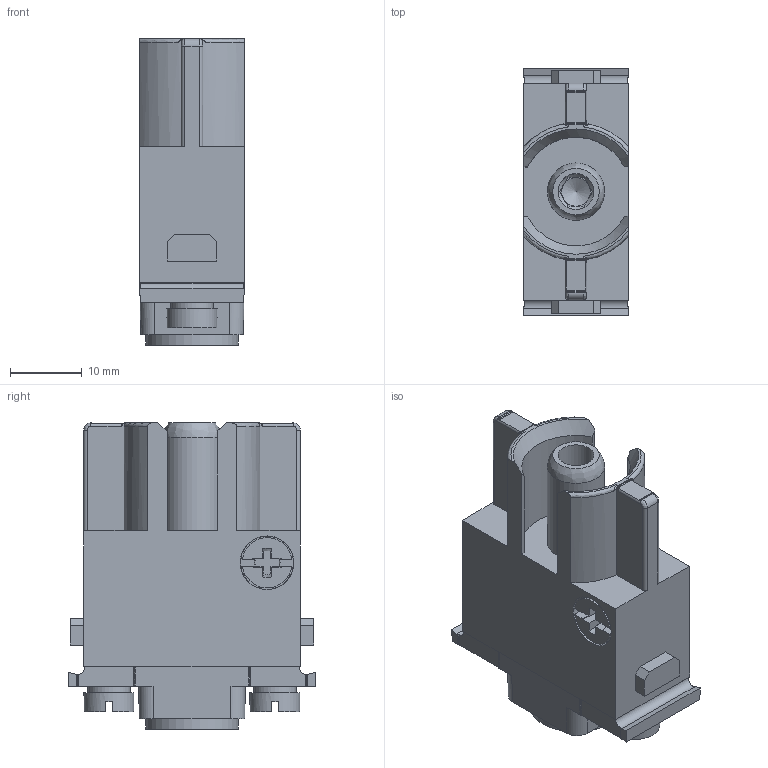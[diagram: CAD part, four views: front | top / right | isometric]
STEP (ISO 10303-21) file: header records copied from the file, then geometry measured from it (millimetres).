
FILE_DESCRIPTION(/* description */ (''),/* implementation_level */ '2;1');
FILE_NAME(/* name */ '100624262ugm000_b.stp',/* time_stamp */ '2019-05-23T07:57:55+02:00',/* author */ (''),/* organization */ (''),/* preprocessor_version */ 'ST-DEVELOPER v16.7',/* originating_system */ 'SIEMENS PLM Software NX 12.0',/* authorisation */ '');
FILE_SCHEMA (('AUTOMOTIVE_DESIGN { 1 0 10303 214 3 1 1 1 }'));
Length unit declared in the file: millimetre
Products named in the file (1): 100624262ugm000_b
Bounding box: 14.6 x 34.5 x 42.8 mm (x, y, z)
Volume: 11897.4 mm3; surface area: 6716 mm2
Topology: 1 solids, 1 shells, 374 faces, 987 edges, 640 vertices
Faces by surface type: plane 233, cylinder 62, bspline 39, cone 25, torus 13, extrusion 2
Full cylindrical faces by diameter (mm): 0.88 x1, 1.04 x1, 4 x1, 5 x1, 6 x2, 7 x2, 8 x1, 8.2 x1, 12 x1, 13 x1
Entity records: 13289 total; most frequent: CARTESIAN_POINT 3757, ORIENTED_EDGE 1906, DIRECTION 1679, EDGE_CURVE 953, VERTEX_POINT 632, VECTOR 565, LINE 563, AXIS2_PLACEMENT_3D 557
